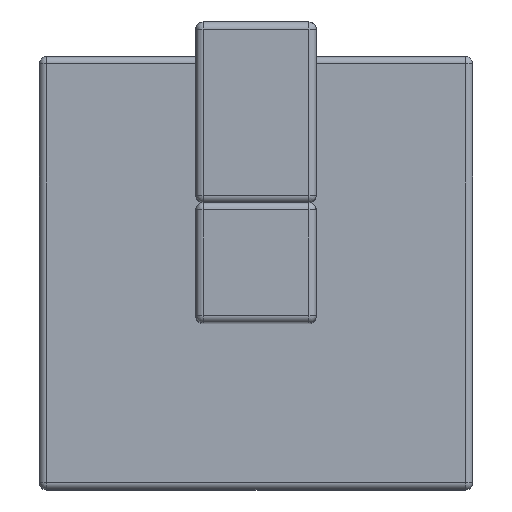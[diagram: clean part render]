
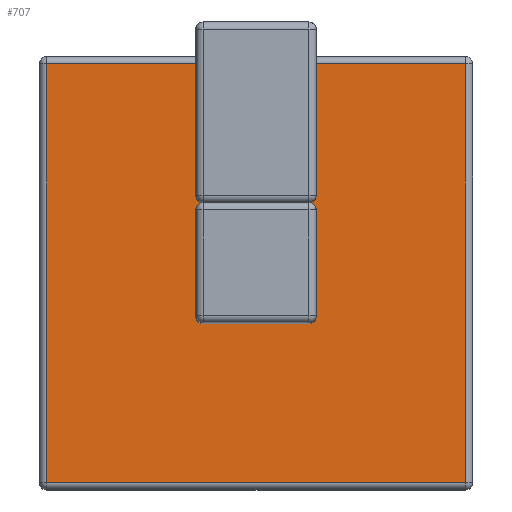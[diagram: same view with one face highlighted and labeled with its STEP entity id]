
A CAD part, top view. The second image highlights one B-rep face of the part: STEP entity #707.
In plain terms, the highlighted planar face has unit normal (0, 0, 1).
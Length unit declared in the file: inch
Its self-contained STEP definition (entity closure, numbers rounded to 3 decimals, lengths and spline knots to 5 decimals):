
#2=DIRECTION('',(1.,0.,0.));
#3=VECTOR('',#2,0.44);
#4=CARTESIAN_POINT('',(-0.22,-0.21,0.375));
#5=LINE('',#4,#3);
#6=CARTESIAN_POINT('',(0.22,-0.18,0.375));
#7=DIRECTION('',(0.,0.,-1.));
#8=DIRECTION('',(1.,0.,0.));
#9=AXIS2_PLACEMENT_3D('',#6,#7,#8);
#11=DIRECTION('',(0.,1.,0.));
#12=VECTOR('',#11,0.44);
#13=CARTESIAN_POINT('',(0.25,-0.18,0.375));
#14=LINE('',#13,#12);
#15=CARTESIAN_POINT('',(0.22,0.26,0.375));
#16=DIRECTION('',(0.,0.,-1.));
#17=DIRECTION('',(0.,1.,0.));
#18=AXIS2_PLACEMENT_3D('',#15,#16,#17);
#20=DIRECTION('',(-1.,0.,0.));
#21=VECTOR('',#20,0.44);
#22=CARTESIAN_POINT('',(0.22,0.29,0.375));
#23=LINE('',#22,#21);
#24=CARTESIAN_POINT('',(-0.22,0.26,0.375));
#25=DIRECTION('',(0.,0.,-1.));
#26=DIRECTION('',(-1.,0.,0.));
#27=AXIS2_PLACEMENT_3D('',#24,#25,#26);
#29=DIRECTION('',(0.,-1.,0.));
#30=VECTOR('',#29,0.44);
#31=CARTESIAN_POINT('',(-0.25,0.26,0.375));
#32=LINE('',#31,#30);
#33=CARTESIAN_POINT('',(-0.22,-0.18,0.375));
#34=DIRECTION('',(0.,0.,-1.));
#35=DIRECTION('',(0.,-1.,0.));
#36=AXIS2_PLACEMENT_3D('',#33,#34,#35);
#38=DIRECTION('',(0.,-1.,0.));
#39=VECTOR('',#38,1.74);
#40=CARTESIAN_POINT('',(-0.87,0.87,0.375));
#41=LINE('',#40,#39);
#42=DIRECTION('',(-1.,0.,0.));
#43=VECTOR('',#42,1.74);
#44=CARTESIAN_POINT('',(0.87,0.87,0.375));
#45=LINE('',#44,#43);
#46=DIRECTION('',(0.,1.,0.));
#47=VECTOR('',#46,1.74);
#48=CARTESIAN_POINT('',(0.87,-0.87,0.375));
#49=LINE('',#48,#47);
#50=DIRECTION('',(1.,0.,0.));
#51=VECTOR('',#50,1.74);
#52=CARTESIAN_POINT('',(-0.87,-0.87,0.375));
#53=LINE('',#52,#51);
#550=CARTESIAN_POINT('',(-0.87,0.87,0.375));
#551=CARTESIAN_POINT('',(-0.87,-0.87,0.375));
#552=VERTEX_POINT('',#550);
#553=VERTEX_POINT('',#551);
#558=CARTESIAN_POINT('',(0.87,-0.87,0.375));
#559=VERTEX_POINT('',#558);
#564=CARTESIAN_POINT('',(0.87,0.87,0.375));
#565=VERTEX_POINT('',#564);
#590=CARTESIAN_POINT('',(-0.25,0.26,0.375));
#591=CARTESIAN_POINT('',(-0.25,-0.18,0.375));
#592=VERTEX_POINT('',#590);
#593=VERTEX_POINT('',#591);
#594=CARTESIAN_POINT('',(0.25,-0.18,0.375));
#595=CARTESIAN_POINT('',(0.25,0.26,0.375));
#596=VERTEX_POINT('',#594);
#597=VERTEX_POINT('',#595);
#598=CARTESIAN_POINT('',(0.22,0.29,0.375));
#599=CARTESIAN_POINT('',(-0.22,0.29,0.375));
#600=VERTEX_POINT('',#598);
#601=VERTEX_POINT('',#599);
#602=CARTESIAN_POINT('',(-0.22,-0.21,0.375));
#603=VERTEX_POINT('',#602);
#604=CARTESIAN_POINT('',(0.22,-0.21,0.375));
#605=VERTEX_POINT('',#604);
#674=CARTESIAN_POINT('',(0.,0.,0.375));
#675=DIRECTION('',(0.,0.,1.));
#676=DIRECTION('',(1.,0.,0.));
#677=AXIS2_PLACEMENT_3D('',#674,#675,#676);
#678=PLANE('',#677);
#680=ORIENTED_EDGE('',*,*,#679,.F.);
#682=ORIENTED_EDGE('',*,*,#681,.F.);
#684=ORIENTED_EDGE('',*,*,#683,.F.);
#686=ORIENTED_EDGE('',*,*,#685,.F.);
#687=EDGE_LOOP('',(#680,#682,#684,#686));
#688=FACE_OUTER_BOUND('',#687,.F.);
#690=ORIENTED_EDGE('',*,*,#689,.T.);
#692=ORIENTED_EDGE('',*,*,#691,.F.);
#694=ORIENTED_EDGE('',*,*,#693,.T.);
#696=ORIENTED_EDGE('',*,*,#695,.F.);
#698=ORIENTED_EDGE('',*,*,#697,.T.);
#700=ORIENTED_EDGE('',*,*,#699,.F.);
#702=ORIENTED_EDGE('',*,*,#701,.T.);
#704=ORIENTED_EDGE('',*,*,#703,.F.);
#705=EDGE_LOOP('',(#690,#692,#694,#696,#698,#700,#702,#704));
#706=FACE_BOUND('',#705,.F.);
#707=ADVANCED_FACE('',(#688,#706),#678,.T.);
#10=CIRCLE('',#9,0.03);
#19=CIRCLE('',#18,0.03);
#28=CIRCLE('',#27,0.03);
#37=CIRCLE('',#36,0.03);
#679=EDGE_CURVE('',#552,#553,#41,.T.);
#681=EDGE_CURVE('',#565,#552,#45,.T.);
#683=EDGE_CURVE('',#559,#565,#49,.T.);
#685=EDGE_CURVE('',#553,#559,#53,.T.);
#689=EDGE_CURVE('',#603,#605,#5,.T.);
#691=EDGE_CURVE('',#596,#605,#10,.T.);
#693=EDGE_CURVE('',#596,#597,#14,.T.);
#695=EDGE_CURVE('',#600,#597,#19,.T.);
#697=EDGE_CURVE('',#600,#601,#23,.T.);
#699=EDGE_CURVE('',#592,#601,#28,.T.);
#701=EDGE_CURVE('',#592,#593,#32,.T.);
#703=EDGE_CURVE('',#603,#593,#37,.T.);
